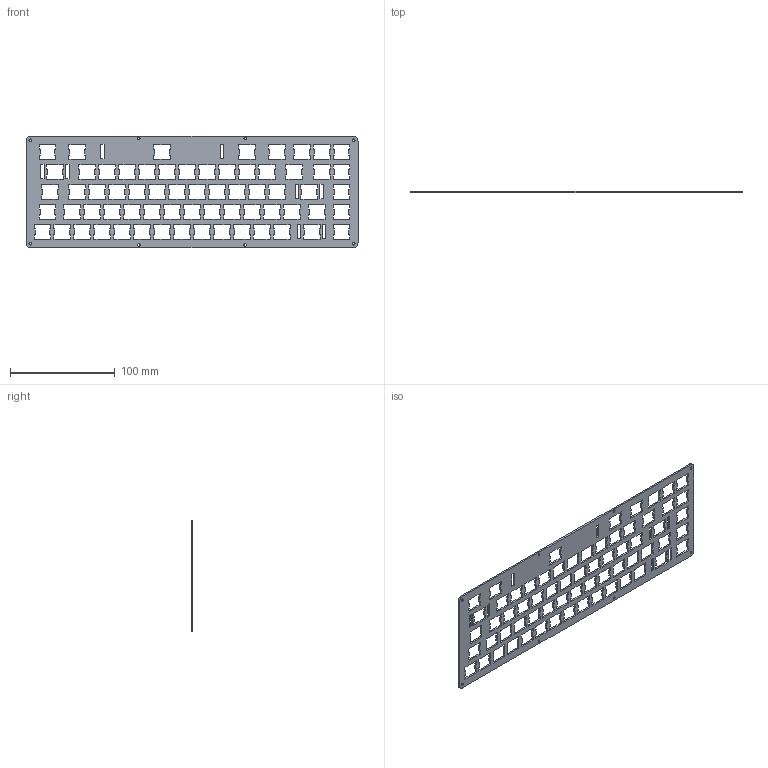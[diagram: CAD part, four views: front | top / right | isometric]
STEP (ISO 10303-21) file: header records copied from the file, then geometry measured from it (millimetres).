
FILE_DESCRIPTION (( 'STEP AP203' ), '1' );
FILE_NAME ('Plate, Switch, Winkeyless.STEP', '2016-03-02T06:24:18', ( 'bmuzzin' ), ( '' ), 'SwSTEP 2.0', 'SolidWorks 2015', '' );
FILE_SCHEMA (( 'CONFIG_CONTROL_DESIGN' ));
Length unit declared in the file: inch
Products named in the file (1): Plate, Switch, Winkeyless
Bounding box: 317 x 1.59 x 106.81 mm (x, y, z)
Volume: 30899 mm3; surface area: 47481.1 mm2
Topology: 1 solids, 1 shells, 866 faces, 2576 edges, 1712 vertices
Faces by surface type: plane 830, cylinder 20, cone 16
Entity records: 28855 total; most frequent: CARTESIAN_POINT 5155, ORIENTED_EDGE 5152, DIRECTION 4366, EDGE_CURVE 2576, VECTOR 2520, LINE 2520, VERTEX_POINT 1712, EDGE_LOOP 1030
